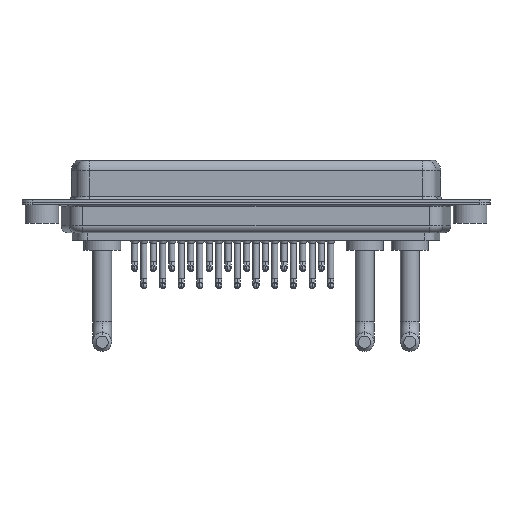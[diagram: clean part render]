
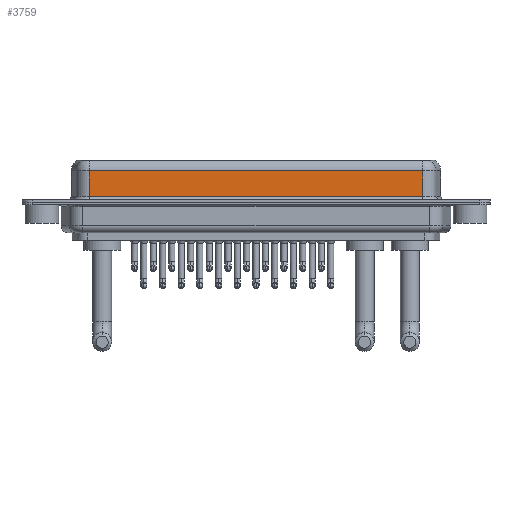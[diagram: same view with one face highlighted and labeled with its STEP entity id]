
A CAD part, front view. The second image highlights one B-rep face of the part: STEP entity #3759.
In plain terms, the highlighted planar face has unit normal (0, -1, 0).
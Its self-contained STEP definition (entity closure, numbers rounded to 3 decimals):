
#622 = ORIENTED_EDGE ( 'NONE', *, *, #18551, .T. ) ;
#705 = LINE ( 'NONE', #18859, #17854 ) ;
#1790 = EDGE_CURVE ( 'NONE', #15111, #20828, #23443, .T. ) ;
#1848 = ORIENTED_EDGE ( 'NONE', *, *, #11349, .T. ) ;
#1889 = CARTESIAN_POINT ( 'NONE',  ( 56.462, -3.95, 6.4 ) ) ;
#3759 = ADVANCED_FACE ( 'NONE', ( #18453 ), #11000, .F. ) ;
#4263 = AXIS2_PLACEMENT_3D ( 'NONE', #1889, #9182, #9295 ) ;
#4786 = ORIENTED_EDGE ( 'NONE', *, *, #19446, .F. ) ;
#4925 = VERTEX_POINT ( 'NONE', #9658 ) ;
#7257 = CARTESIAN_POINT ( 'NONE',  ( 56.462, -3.95, 4.65 ) ) ;
#7349 = EDGE_LOOP ( 'NONE', ( #4786, #10064, #1848, #622 ) ) ;
#8245 = LINE ( 'NONE', #13417, #18492 ) ;
#8545 = DIRECTION ( 'NONE',  ( 0., 0., -1. ) ) ;
#9182 = DIRECTION ( 'NONE',  ( 0., 1., 0. ) ) ;
#9238 = CARTESIAN_POINT ( 'NONE',  ( 56.462, -3.95, 0.9 ) ) ;
#9295 = DIRECTION ( 'NONE',  ( 0., 0., 1. ) ) ;
#9588 = DIRECTION ( 'NONE',  ( 0., 0., -1. ) ) ;
#9658 = CARTESIAN_POINT ( 'NONE',  ( 7.038, -3.95, 0.9 ) ) ;
#10001 = LINE ( 'NONE', #15869, #19228 ) ;
#10064 = ORIENTED_EDGE ( 'NONE', *, *, #1790, .T. ) ;
#11000 = PLANE ( 'NONE',  #4263 ) ;
#11349 = EDGE_CURVE ( 'NONE', #20828, #4925, #705, .T. ) ;
#13417 = CARTESIAN_POINT ( 'NONE',  ( 56.462, -3.95, 0.9 ) ) ;
#13763 = VECTOR ( 'NONE', #16338, 1000. ) ;
#15111 = VERTEX_POINT ( 'NONE', #7257 ) ;
#15869 = CARTESIAN_POINT ( 'NONE',  ( 56.462, -3.95, 6.4 ) ) ;
#16338 = DIRECTION ( 'NONE',  ( -1., 0., 0. ) ) ;
#17581 = CARTESIAN_POINT ( 'NONE',  ( 7.038, -3.95, 4.65 ) ) ;
#17854 = VECTOR ( 'NONE', #9588, 1000. ) ;
#18284 = CARTESIAN_POINT ( 'NONE',  ( 56.462, -3.95, 4.65 ) ) ;
#18453 = FACE_OUTER_BOUND ( 'NONE', #7349, .T. ) ;
#18492 = VECTOR ( 'NONE', #20771, 1000. ) ;
#18551 = EDGE_CURVE ( 'NONE', #4925, #21476, #8245, .T. ) ;
#18859 = CARTESIAN_POINT ( 'NONE',  ( 7.038, -3.95, 6.4 ) ) ;
#19228 = VECTOR ( 'NONE', #8545, 1000. ) ;
#19446 = EDGE_CURVE ( 'NONE', #15111, #21476, #10001, .T. ) ;
#20771 = DIRECTION ( 'NONE',  ( 1., 0., 0. ) ) ;
#20828 = VERTEX_POINT ( 'NONE', #17581 ) ;
#21476 = VERTEX_POINT ( 'NONE', #9238 ) ;
#23443 = LINE ( 'NONE', #18284, #13763 ) ;
